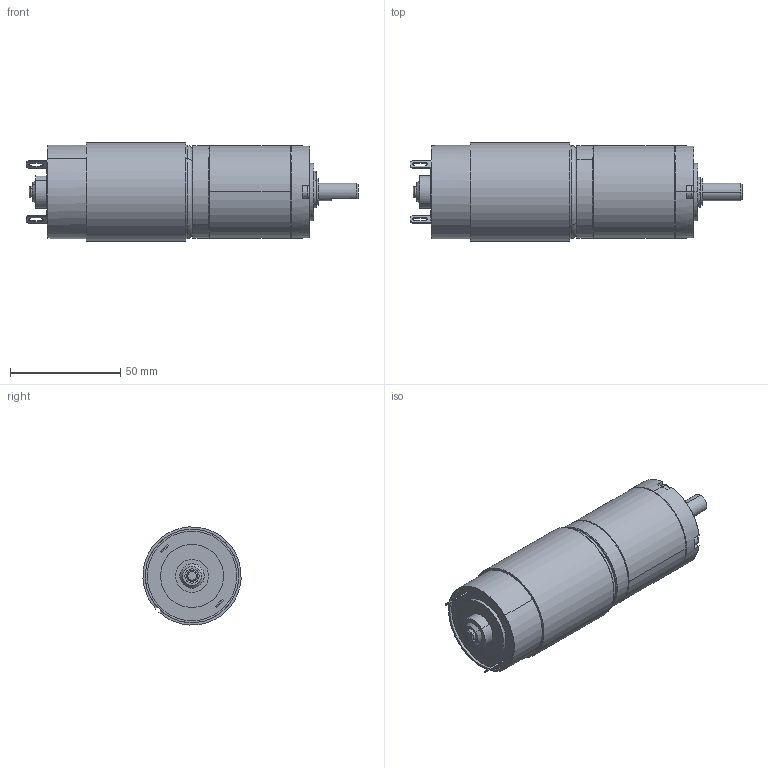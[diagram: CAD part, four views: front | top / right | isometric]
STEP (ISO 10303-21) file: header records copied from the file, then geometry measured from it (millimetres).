
FILE_DESCRIPTION((''),'2;1');
FILE_NAME('42RP-000-000_ASM','2024-07-15T',('86157'),(''),'PRO/ENGINEER BY PARAMETRIC TECHNOLOGY CORPORATION, 2010280','PRO/ENGINEER BY PARAMETRIC TECHNOLOGY CORPORATION, 2010280','');
FILE_SCHEMA(('CONFIG_CONTROL_DESIGN'));
Length unit declared in the file: millimetre
Products named in the file (15): 42RP-003; 61901-2RS1; DM042P530001; 42RP-000-1_ASM; 42RP-004-ZHOU; 42RP-005; 42RP-000-2-ZHOU_ASM; DM042P530002; 42RP-002-3B; 42RP-000-3_ASM; 42RP-001; MOTOR-775; 42RP-000-5_ASM; DM042P352003-M3; 42RP-000-000_ASM
Assembly tree (20 placements, depth 4):
  42RP-000-000_ASM
    42RP-000-3_ASM
      42RP-000-1_ASM
        42RP-003
        61901-2RS1  x2
        DM042P530001
      42RP-000-2-ZHOU_ASM
        42RP-004-ZHOU
        42RP-005  x3
      DM042P530002
      42RP-002-3B
    42RP-000-5_ASM
      42RP-001
      MOTOR-775
    DM042P352003-M3  x4
Bounding box: 150.7 x 44.51 x 44.51 mm (x, y, z)
Volume: 152000.6 mm3; surface area: 47551.4 mm2
Topology: 16 solids, 26 shells, 1498 faces, 3941 edges, 2508 vertices
Faces by surface type: cylinder 803, plane 291, cone 170, extrusion 96, bspline 88, torus 50
Entity records: 43021 total; most frequent: CARTESIAN_POINT 15894, ORIENTED_EDGE 5786, DIRECTION 5367, EDGE_CURVE 2915, AXIS2_PLACEMENT_3D 2101, VERTEX_POINT 1865, EDGE_LOOP 1200, VECTOR 1165
